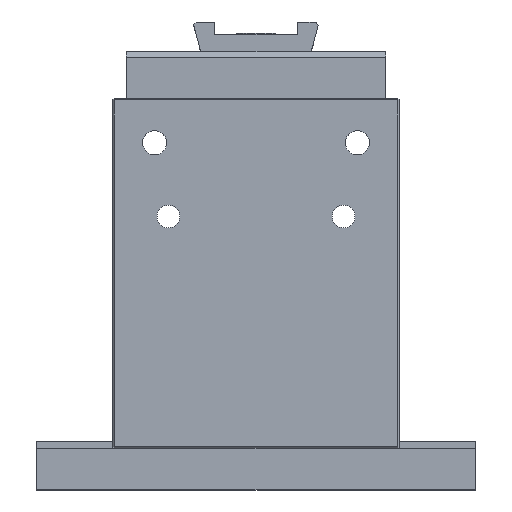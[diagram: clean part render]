
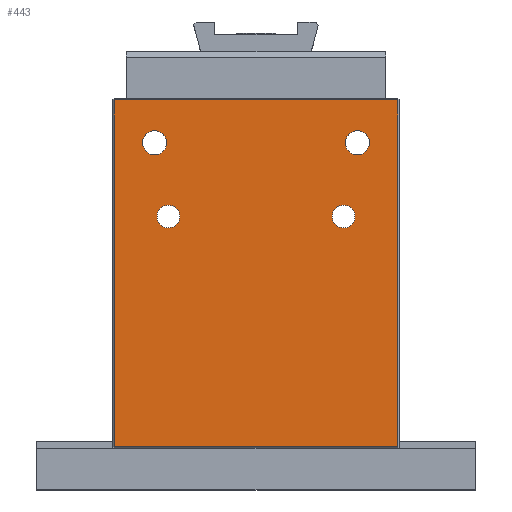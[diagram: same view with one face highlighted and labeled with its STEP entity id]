
A CAD part, top view. The second image highlights one B-rep face of the part: STEP entity #443.
In plain terms, the highlighted planar face has unit normal (0, 0, 1).
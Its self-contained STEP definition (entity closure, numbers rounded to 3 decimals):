
#7 = CARTESIAN_POINT ( 'NONE',  ( -82.639, -32.338, 72.734 ) ) ;
#64 = EDGE_LOOP ( 'NONE', ( #313, #1797 ) ) ;
#85 = CARTESIAN_POINT ( 'NONE',  ( -41.539, -32.338, 72.734 ) ) ;
#94 = EDGE_CURVE ( 'NONE', #1906, #3410, #2607, .T. ) ;
#109 = VERTEX_POINT ( 'NONE', #7 ) ;
#112 = CARTESIAN_POINT ( 'NONE',  ( -76.789, 11.762, 72.734 ) ) ;
#137 = ORIENTED_EDGE ( 'NONE', *, *, #2076, .T. ) ;
#165 = LINE ( 'NONE', #1920, #1609 ) ;
#172 = DIRECTION ( 'NONE',  ( 0., -1., 0. ) ) ;
#174 = CIRCLE ( 'NONE', #699, 1.65 ) ;
#200 = ORIENTED_EDGE ( 'NONE', *, *, #94, .T. ) ;
#206 = VERTEX_POINT ( 'NONE', #639 ) ;
#235 = EDGE_CURVE ( 'NONE', #2609, #109, #3586, .T. ) ;
#240 = DIRECTION ( 'NONE',  ( 0., 1., 0. ) ) ;
#273 = VECTOR ( 'NONE', #3186, 1000. ) ;
#313 = ORIENTED_EDGE ( 'NONE', *, *, #3364, .T. ) ;
#368 = VERTEX_POINT ( 'NONE', #2168 ) ;
#375 = AXIS2_PLACEMENT_3D ( 'NONE', #3405, #3414, #1711 ) ;
#379 = FACE_BOUND ( 'NONE', #1908, .T. ) ;
#430 = EDGE_CURVE ( 'NONE', #2952, #3522, #1704, .T. ) ;
#439 = CARTESIAN_POINT ( 'NONE',  ( -82.639, 17.962, 72.734 ) ) ;
#443 = ADVANCED_FACE ( 'NONE', ( #2099, #379, #3217, #2869, #2188 ), #572, .F. ) ;
#485 = VECTOR ( 'NONE', #3613, 1000. ) ;
#519 = AXIS2_PLACEMENT_3D ( 'NONE', #112, #608, #1172 ) ;
#523 = VERTEX_POINT ( 'NONE', #85 ) ;
#546 = CARTESIAN_POINT ( 'NONE',  ( -45.639, 11.762, 72.734 ) ) ;
#561 = DIRECTION ( 'NONE',  ( -1., 0., 0. ) ) ;
#572 = PLANE ( 'NONE',  #1679 ) ;
#584 = CIRCLE ( 'NONE', #519, 1.75 ) ;
#585 = DIRECTION ( 'NONE',  ( 0., 0., -1. ) ) ;
#590 = EDGE_CURVE ( 'NONE', #1460, #1447, #1876, .T. ) ;
#608 = DIRECTION ( 'NONE',  ( 0., 0., -1. ) ) ;
#619 = CARTESIAN_POINT ( 'NONE',  ( -47.739, 1.062, 72.734 ) ) ;
#622 = ORIENTED_EDGE ( 'NONE', *, *, #1776, .T. ) ;
#639 = CARTESIAN_POINT ( 'NONE',  ( -75.039, 11.762, 72.734 ) ) ;
#640 = ORIENTED_EDGE ( 'NONE', *, *, #430, .T. ) ;
#649 = DIRECTION ( 'NONE',  ( -1., 0., 0. ) ) ;
#661 = VERTEX_POINT ( 'NONE', #731 ) ;
#669 = CARTESIAN_POINT ( 'NONE',  ( -62.089, 17.962, 72.734 ) ) ;
#699 = AXIS2_PLACEMENT_3D ( 'NONE', #2086, #3197, #1222 ) ;
#731 = CARTESIAN_POINT ( 'NONE',  ( -78.539, 11.762, 72.734 ) ) ;
#743 = VECTOR ( 'NONE', #172, 1000. ) ;
#904 = EDGE_CURVE ( 'NONE', #368, #2609, #2402, .T. ) ;
#930 = ORIENTED_EDGE ( 'NONE', *, *, #904, .T. ) ;
#935 = ORIENTED_EDGE ( 'NONE', *, *, #3527, .T. ) ;
#991 = CIRCLE ( 'NONE', #1262, 1.75 ) ;
#1046 = EDGE_CURVE ( 'NONE', #109, #523, #1060, .T. ) ;
#1060 = LINE ( 'NONE', #1316, #485 ) ;
#1081 = CARTESIAN_POINT ( 'NONE',  ( -47.389, 11.762, 72.734 ) ) ;
#1172 = DIRECTION ( 'NONE',  ( -1., 0., 0. ) ) ;
#1208 = EDGE_CURVE ( 'NONE', #3522, #2952, #1683, .T. ) ;
#1222 = DIRECTION ( 'NONE',  ( -1., 0., 0. ) ) ;
#1246 = ORIENTED_EDGE ( 'NONE', *, *, #2749, .T. ) ;
#1262 = AXIS2_PLACEMENT_3D ( 'NONE', #2386, #1550, #3557 ) ;
#1270 = CARTESIAN_POINT ( 'NONE',  ( -82.639, -7.188, 72.734 ) ) ;
#1301 = AXIS2_PLACEMENT_3D ( 'NONE', #2063, #3232, #649 ) ;
#1316 = CARTESIAN_POINT ( 'NONE',  ( -62.089, -32.338, 72.734 ) ) ;
#1447 = VERTEX_POINT ( 'NONE', #3335 ) ;
#1460 = VERTEX_POINT ( 'NONE', #546 ) ;
#1550 = DIRECTION ( 'NONE',  ( 0., 0., -1. ) ) ;
#1609 = VECTOR ( 'NONE', #240, 1000. ) ;
#1664 = DIRECTION ( 'NONE',  ( 0., 0., -1. ) ) ;
#1679 = AXIS2_PLACEMENT_3D ( 'NONE', #2852, #585, #561 ) ;
#1683 = CIRCLE ( 'NONE', #1301, 1.65 ) ;
#1704 = CIRCLE ( 'NONE', #2785, 1.65 ) ;
#1711 = DIRECTION ( 'NONE',  ( -1., 0., 0. ) ) ;
#1776 = EDGE_CURVE ( 'NONE', #661, #206, #991, .T. ) ;
#1789 = DIRECTION ( 'NONE',  ( 0., 0., -1. ) ) ;
#1797 = ORIENTED_EDGE ( 'NONE', *, *, #590, .T. ) ;
#1876 = CIRCLE ( 'NONE', #1892, 1.75 ) ;
#1892 = AXIS2_PLACEMENT_3D ( 'NONE', #3495, #1789, #2362 ) ;
#1906 = VERTEX_POINT ( 'NONE', #2482 ) ;
#1908 = EDGE_LOOP ( 'NONE', ( #640, #3070 ) ) ;
#1920 = CARTESIAN_POINT ( 'NONE',  ( -41.539, -7.188, 72.734 ) ) ;
#2015 = CARTESIAN_POINT ( 'NONE',  ( -49.389, 1.062, 72.734 ) ) ;
#2063 = CARTESIAN_POINT ( 'NONE',  ( -49.389, 1.062, 72.734 ) ) ;
#2076 = EDGE_CURVE ( 'NONE', #3410, #1906, #174, .T. ) ;
#2086 = CARTESIAN_POINT ( 'NONE',  ( -74.789, 1.062, 72.734 ) ) ;
#2092 = EDGE_LOOP ( 'NONE', ( #622, #935 ) ) ;
#2098 = EDGE_LOOP ( 'NONE', ( #137, #200 ) ) ;
#2099 = FACE_OUTER_BOUND ( 'NONE', #2364, .T. ) ;
#2168 = CARTESIAN_POINT ( 'NONE',  ( -41.539, 17.962, 72.734 ) ) ;
#2187 = ORIENTED_EDGE ( 'NONE', *, *, #235, .T. ) ;
#2188 = FACE_BOUND ( 'NONE', #2092, .T. ) ;
#2214 = ORIENTED_EDGE ( 'NONE', *, *, #1046, .T. ) ;
#2257 = DIRECTION ( 'NONE',  ( -1., 0., 0. ) ) ;
#2270 = DIRECTION ( 'NONE',  ( 0., 0., -1. ) ) ;
#2277 = CIRCLE ( 'NONE', #2551, 1.75 ) ;
#2362 = DIRECTION ( 'NONE',  ( -1., 0., 0. ) ) ;
#2364 = EDGE_LOOP ( 'NONE', ( #1246, #930, #2187, #2214 ) ) ;
#2386 = CARTESIAN_POINT ( 'NONE',  ( -76.789, 11.762, 72.734 ) ) ;
#2402 = LINE ( 'NONE', #669, #273 ) ;
#2482 = CARTESIAN_POINT ( 'NONE',  ( -73.139, 1.062, 72.734 ) ) ;
#2551 = AXIS2_PLACEMENT_3D ( 'NONE', #1081, #1664, #3633 ) ;
#2607 = CIRCLE ( 'NONE', #375, 1.65 ) ;
#2609 = VERTEX_POINT ( 'NONE', #439 ) ;
#2749 = EDGE_CURVE ( 'NONE', #523, #368, #165, .T. ) ;
#2785 = AXIS2_PLACEMENT_3D ( 'NONE', #2015, #2270, #2257 ) ;
#2852 = CARTESIAN_POINT ( 'NONE',  ( -62.089, -7.188, 72.734 ) ) ;
#2869 = FACE_BOUND ( 'NONE', #64, .T. ) ;
#2952 = VERTEX_POINT ( 'NONE', #3473 ) ;
#3070 = ORIENTED_EDGE ( 'NONE', *, *, #1208, .T. ) ;
#3186 = DIRECTION ( 'NONE',  ( -1., 0., 0. ) ) ;
#3197 = DIRECTION ( 'NONE',  ( 0., 0., -1. ) ) ;
#3217 = FACE_BOUND ( 'NONE', #2098, .T. ) ;
#3232 = DIRECTION ( 'NONE',  ( 0., 0., -1. ) ) ;
#3335 = CARTESIAN_POINT ( 'NONE',  ( -49.139, 11.762, 72.734 ) ) ;
#3364 = EDGE_CURVE ( 'NONE', #1447, #1460, #2277, .T. ) ;
#3403 = CARTESIAN_POINT ( 'NONE',  ( -76.439, 1.062, 72.734 ) ) ;
#3405 = CARTESIAN_POINT ( 'NONE',  ( -74.789, 1.062, 72.734 ) ) ;
#3410 = VERTEX_POINT ( 'NONE', #3403 ) ;
#3414 = DIRECTION ( 'NONE',  ( 0., 0., -1. ) ) ;
#3473 = CARTESIAN_POINT ( 'NONE',  ( -51.039, 1.062, 72.734 ) ) ;
#3495 = CARTESIAN_POINT ( 'NONE',  ( -47.389, 11.762, 72.734 ) ) ;
#3522 = VERTEX_POINT ( 'NONE', #619 ) ;
#3527 = EDGE_CURVE ( 'NONE', #206, #661, #584, .T. ) ;
#3557 = DIRECTION ( 'NONE',  ( -1., 0., 0. ) ) ;
#3586 = LINE ( 'NONE', #1270, #743 ) ;
#3613 = DIRECTION ( 'NONE',  ( 1., 0., 0. ) ) ;
#3633 = DIRECTION ( 'NONE',  ( -1., 0., 0. ) ) ;
